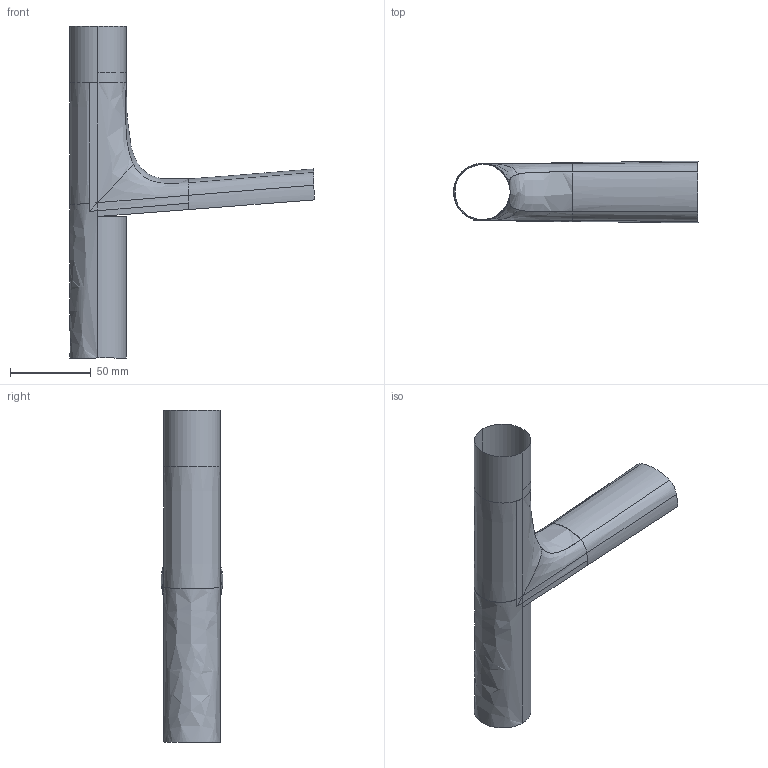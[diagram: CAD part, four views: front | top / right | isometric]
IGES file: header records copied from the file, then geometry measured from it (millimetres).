
Global section: file name: 69HTT_ST_TEST_V4.igs; native system: Rhinoceros ( Nov  6 2018 ); preprocessor: Trout Lake IGES 012 Nov  6 2018; date: 181109.190724; units: millimetre
Bounding box: 151.18 x 38.22 x 205 mm (x, y, z)
Surface area: 31192.7 mm2 (no closed solid volume)
Topology: 0 solids, 0 shells, 22 faces, 129 edges, 167 vertices
Faces by surface type: bspline 22
